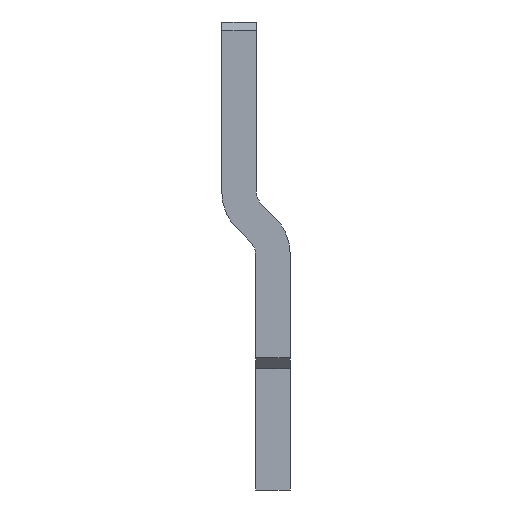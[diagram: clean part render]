
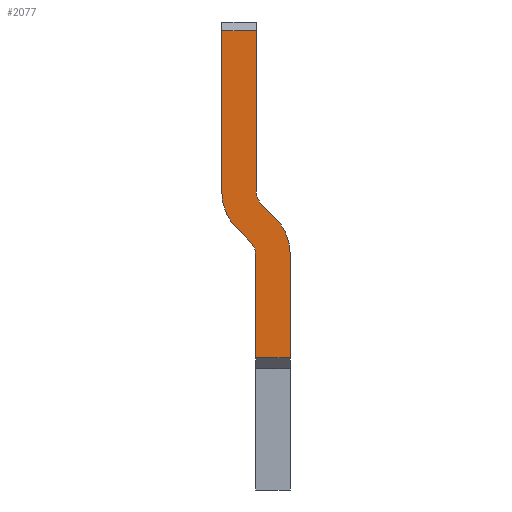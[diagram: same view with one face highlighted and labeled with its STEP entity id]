
A CAD part, left-side view. The second image highlights one B-rep face of the part: STEP entity #2077.
In plain terms, the highlighted planar face has unit normal (-1, 0, 0).
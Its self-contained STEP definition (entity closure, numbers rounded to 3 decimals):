
#1483=AXIS2_PLACEMENT_3D('Circle Axis2P3D',#1481,#1482,$) ;
#1535=AXIS2_PLACEMENT_3D('Circle Axis2P3D',#1533,#1534,$) ;
#1570=AXIS2_PLACEMENT_3D('Circle Axis2P3D',#1568,#1569,$) ;
#1622=AXIS2_PLACEMENT_3D('Circle Axis2P3D',#1620,#1621,$) ;
#2042=AXIS2_PLACEMENT_3D('Plane Axis2P3D',#2039,#2040,#2041) ;
#1476=CARTESIAN_POINT('Vertex',(-43.75,15.1,77.687)) ;
#1481=CARTESIAN_POINT('Axis2P3D Location',(-43.75,17.1,77.687)) ;
#1485=CARTESIAN_POINT('Vertex',(-43.75,15.686,79.101)) ;
#1507=CARTESIAN_POINT('Line Origine',(-43.75,16.464,79.879)) ;
#1511=CARTESIAN_POINT('Vertex',(-43.75,17.242,80.657)) ;
#1533=CARTESIAN_POINT('Axis2P3D Location',(-43.75,13.,84.9)) ;
#1537=CARTESIAN_POINT('Vertex',(-43.75,19.,84.9)) ;
#1563=CARTESIAN_POINT('Vertex',(-43.75,15.,84.9)) ;
#1568=CARTESIAN_POINT('Axis2P3D Location',(-43.75,13.,84.9)) ;
#1572=CARTESIAN_POINT('Vertex',(-43.75,14.414,83.486)) ;
#1594=CARTESIAN_POINT('Line Origine',(-43.75,13.636,82.708)) ;
#1598=CARTESIAN_POINT('Vertex',(-43.75,12.858,81.93)) ;
#1620=CARTESIAN_POINT('Axis2P3D Location',(-43.75,17.1,77.687)) ;
#1624=CARTESIAN_POINT('Vertex',(-43.75,11.1,77.687)) ;
#1667=CARTESIAN_POINT('Line Origine',(-43.75,11.1,71.718)) ;
#1671=CARTESIAN_POINT('Vertex',(-43.75,11.1,65.75)) ;
#1722=CARTESIAN_POINT('Line Origine',(-43.75,15.1,71.718)) ;
#1726=CARTESIAN_POINT('Vertex',(-43.75,15.1,65.75)) ;
#1854=CARTESIAN_POINT('Line Origine',(-43.75,13.1,65.75)) ;
#2039=CARTESIAN_POINT('Axis2P3D Location',(-43.75,0.,0.)) ;
#2044=CARTESIAN_POINT('Line Origine',(-43.75,17.,103.5)) ;
#2048=CARTESIAN_POINT('Vertex',(-43.75,19.,103.5)) ;
#2050=CARTESIAN_POINT('Vertex',(-43.75,15.,103.5)) ;
#2053=CARTESIAN_POINT('Line Origine',(-43.75,19.,94.2)) ;
#2058=CARTESIAN_POINT('Line Origine',(-43.75,15.,94.2)) ;
#1482=DIRECTION('Axis2P3D Direction',(1.,0.,0.)) ;
#1508=DIRECTION('Vector Direction',(0.,-0.707,-0.707)) ;
#1534=DIRECTION('Axis2P3D Direction',(1.,0.,0.)) ;
#1569=DIRECTION('Axis2P3D Direction',(1.,0.,0.)) ;
#1595=DIRECTION('Vector Direction',(0.,0.707,0.707)) ;
#1621=DIRECTION('Axis2P3D Direction',(1.,0.,0.)) ;
#1668=DIRECTION('Vector Direction',(0.,0.,1.)) ;
#1723=DIRECTION('Vector Direction',(0.,0.,-1.)) ;
#1855=DIRECTION('Vector Direction',(0.,1.,0.)) ;
#2040=DIRECTION('Axis2P3D Direction',(1.,0.,0.)) ;
#2041=DIRECTION('Axis2P3D XDirection',(0.,1.,0.)) ;
#2045=DIRECTION('Vector Direction',(0.,-1.,0.)) ;
#2054=DIRECTION('Vector Direction',(0.,0.,-1.)) ;
#2059=DIRECTION('Vector Direction',(0.,0.,1.)) ;
#1509=VECTOR('Line Direction',#1508,1.) ;
#1596=VECTOR('Line Direction',#1595,1.) ;
#1669=VECTOR('Line Direction',#1668,1.) ;
#1724=VECTOR('Line Direction',#1723,1.) ;
#1856=VECTOR('Line Direction',#1855,1.) ;
#2046=VECTOR('Line Direction',#2045,1.) ;
#2055=VECTOR('Line Direction',#2054,1.) ;
#2060=VECTOR('Line Direction',#2059,1.) ;
#2064=ORIENTED_EDGE('',*,*,#2052,.F.) ;
#2065=ORIENTED_EDGE('',*,*,#2057,.F.) ;
#2066=ORIENTED_EDGE('',*,*,#1539,.F.) ;
#2067=ORIENTED_EDGE('',*,*,#1513,.F.) ;
#2068=ORIENTED_EDGE('',*,*,#1487,.F.) ;
#2069=ORIENTED_EDGE('',*,*,#1728,.F.) ;
#2070=ORIENTED_EDGE('',*,*,#1858,.F.) ;
#2071=ORIENTED_EDGE('',*,*,#1673,.F.) ;
#2072=ORIENTED_EDGE('',*,*,#1626,.F.) ;
#2073=ORIENTED_EDGE('',*,*,#1600,.F.) ;
#2074=ORIENTED_EDGE('',*,*,#1574,.F.) ;
#2075=ORIENTED_EDGE('',*,*,#2062,.F.) ;
#2077=ADVANCED_FACE('Terminali anteriori prolungati EF superiori',(#2076),#2043,.F.) ;
#1484=CIRCLE('generated circle',#1483,2.) ;
#1536=CIRCLE('generated circle',#1535,6.) ;
#1571=CIRCLE('generated circle',#1570,2.) ;
#1623=CIRCLE('generated circle',#1622,6.) ;
#1487=EDGE_CURVE('',#1477,#1486,#1484,.F.) ;
#1513=EDGE_CURVE('',#1486,#1512,#1510,.F.) ;
#1539=EDGE_CURVE('',#1512,#1538,#1536,.T.) ;
#1574=EDGE_CURVE('',#1564,#1573,#1571,.F.) ;
#1600=EDGE_CURVE('',#1573,#1599,#1597,.F.) ;
#1626=EDGE_CURVE('',#1599,#1625,#1623,.T.) ;
#1673=EDGE_CURVE('',#1625,#1672,#1670,.F.) ;
#1728=EDGE_CURVE('',#1727,#1477,#1725,.F.) ;
#1858=EDGE_CURVE('',#1672,#1727,#1857,.T.) ;
#2052=EDGE_CURVE('',#2049,#2051,#2047,.T.) ;
#2057=EDGE_CURVE('',#1538,#2049,#2056,.F.) ;
#2062=EDGE_CURVE('',#2051,#1564,#2061,.F.) ;
#2063=EDGE_LOOP('',(#2064,#2065,#2066,#2067,#2068,#2069,#2070,#2071,#2072,#2073,#2074,#2075)) ;
#2076=FACE_OUTER_BOUND('',#2063,.T.) ;
#1510=LINE('Line',#1507,#1509) ;
#1597=LINE('Line',#1594,#1596) ;
#1670=LINE('Line',#1667,#1669) ;
#1725=LINE('Line',#1722,#1724) ;
#1857=LINE('Line',#1854,#1856) ;
#2047=LINE('Line',#2044,#2046) ;
#2056=LINE('Line',#2053,#2055) ;
#2061=LINE('Line',#2058,#2060) ;
#2043=PLANE('',#2042) ;
#1477=VERTEX_POINT('',#1476) ;
#1486=VERTEX_POINT('',#1485) ;
#1512=VERTEX_POINT('',#1511) ;
#1538=VERTEX_POINT('',#1537) ;
#1564=VERTEX_POINT('',#1563) ;
#1573=VERTEX_POINT('',#1572) ;
#1599=VERTEX_POINT('',#1598) ;
#1625=VERTEX_POINT('',#1624) ;
#1672=VERTEX_POINT('',#1671) ;
#1727=VERTEX_POINT('',#1726) ;
#2049=VERTEX_POINT('',#2048) ;
#2051=VERTEX_POINT('',#2050) ;
